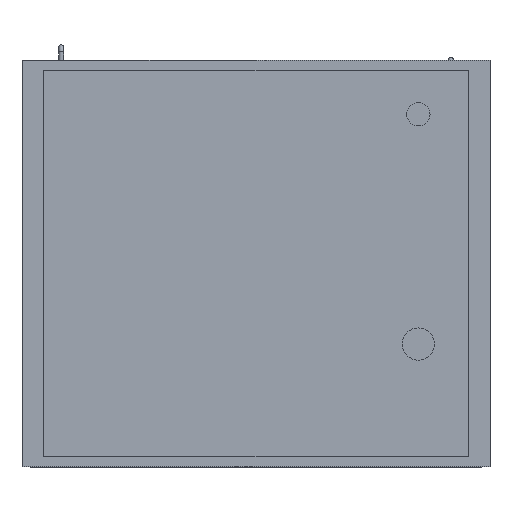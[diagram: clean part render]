
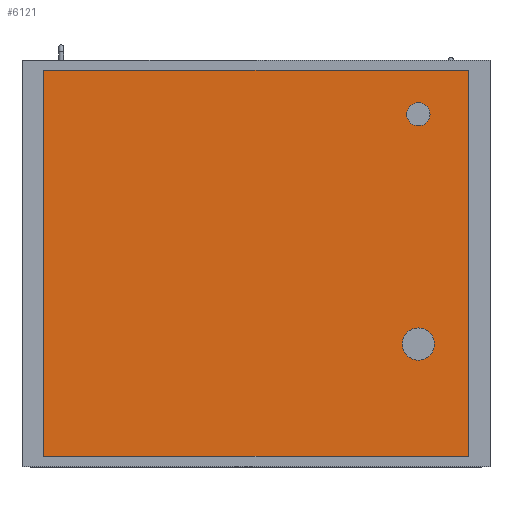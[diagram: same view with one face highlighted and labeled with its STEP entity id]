
A CAD part, front view. The second image highlights one B-rep face of the part: STEP entity #6121.
In plain terms, the highlighted planar face has unit normal (0, -1, 0).
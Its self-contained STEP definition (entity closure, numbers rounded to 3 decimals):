
#96=FACE_BOUND('',#802,.T.);
#97=FACE_BOUND('',#803,.T.);
#117=PLANE('',#6559);
#428=FACE_OUTER_BOUND('',#801,.T.);
#801=EDGE_LOOP('',(#4336,#4337,#4338,#4339));
#802=EDGE_LOOP('',(#4340,#4341));
#803=EDGE_LOOP('',(#4342,#4343));
#1182=LINE('',#8884,#1922);
#1186=LINE('',#8892,#1926);
#1189=LINE('',#8898,#1929);
#1192=LINE('',#8903,#1932);
#1922=VECTOR('',#7107,10.);
#1926=VECTOR('',#7113,10.);
#1929=VECTOR('',#7118,10.);
#1932=VECTOR('',#7123,10.);
#2650=CIRCLE('',#6540,20.);
#2651=CIRCLE('',#6541,20.);
#2654=CIRCLE('',#6546,27.5);
#2655=CIRCLE('',#6547,27.5);
#2796=VERTEX_POINT('',#8839);
#2797=VERTEX_POINT('',#8841);
#2800=VERTEX_POINT('',#8850);
#2801=VERTEX_POINT('',#8852);
#2810=VERTEX_POINT('',#8882);
#2811=VERTEX_POINT('',#8883);
#2814=VERTEX_POINT('',#8891);
#2816=VERTEX_POINT('',#8897);
#3393=EDGE_CURVE('',#2797,#2796,#2650,.T.);
#3394=EDGE_CURVE('',#2796,#2797,#2651,.T.);
#3398=EDGE_CURVE('',#2801,#2800,#2654,.T.);
#3399=EDGE_CURVE('',#2800,#2801,#2655,.T.);
#3412=EDGE_CURVE('',#2810,#2811,#1182,.T.);
#3416=EDGE_CURVE('',#2814,#2810,#1186,.T.);
#3419=EDGE_CURVE('',#2816,#2814,#1189,.T.);
#3422=EDGE_CURVE('',#2811,#2816,#1192,.T.);
#4336=ORIENTED_EDGE('',*,*,#3422,.F.);
#4337=ORIENTED_EDGE('',*,*,#3412,.F.);
#4338=ORIENTED_EDGE('',*,*,#3416,.F.);
#4339=ORIENTED_EDGE('',*,*,#3419,.F.);
#4340=ORIENTED_EDGE('',*,*,#3393,.T.);
#4341=ORIENTED_EDGE('',*,*,#3394,.T.);
#4342=ORIENTED_EDGE('',*,*,#3398,.T.);
#4343=ORIENTED_EDGE('',*,*,#3399,.T.);
#6121=ADVANCED_FACE('',(#428,#96,#97),#117,.F.);
#6540=AXIS2_PLACEMENT_3D('',#8842,#7064,#7065);
#6541=AXIS2_PLACEMENT_3D('',#8843,#7066,#7067);
#6546=AXIS2_PLACEMENT_3D('',#8853,#7077,#7078);
#6547=AXIS2_PLACEMENT_3D('',#8854,#7079,#7080);
#6559=AXIS2_PLACEMENT_3D('',#8906,#7127,#7128);
#7064=DIRECTION('center_axis',(0.,1.,0.));
#7065=DIRECTION('ref_axis',(1.,0.,0.));
#7066=DIRECTION('center_axis',(0.,1.,0.));
#7067=DIRECTION('ref_axis',(1.,0.,0.));
#7077=DIRECTION('center_axis',(0.,1.,0.));
#7078=DIRECTION('ref_axis',(1.,0.,0.));
#7079=DIRECTION('center_axis',(0.,1.,0.));
#7080=DIRECTION('ref_axis',(1.,0.,0.));
#7107=DIRECTION('',(0.,0.,1.));
#7113=DIRECTION('',(-1.,0.,0.));
#7118=DIRECTION('',(0.,0.,-1.));
#7123=DIRECTION('',(1.,0.,0.));
#7127=DIRECTION('center_axis',(0.,1.,0.));
#7128=DIRECTION('ref_axis',(0.,0.,1.));
#8839=CARTESIAN_POINT('',(257.5,0.,255.));
#8841=CARTESIAN_POINT('',(297.5,0.,255.));
#8842=CARTESIAN_POINT('Origin',(277.5,0.,255.));
#8843=CARTESIAN_POINT('Origin',(277.5,0.,255.));
#8850=CARTESIAN_POINT('',(250.,0.,-138.));
#8852=CARTESIAN_POINT('',(305.,0.,-138.));
#8853=CARTESIAN_POINT('Origin',(277.5,0.,-138.));
#8854=CARTESIAN_POINT('Origin',(277.5,0.,-138.));
#8882=CARTESIAN_POINT('',(-362.5,0.,-330.));
#8883=CARTESIAN_POINT('',(-362.5,0.,330.));
#8884=CARTESIAN_POINT('',(-362.5,0.,-330.));
#8891=CARTESIAN_POINT('',(362.5,0.,-330.));
#8892=CARTESIAN_POINT('',(362.5,0.,-330.));
#8897=CARTESIAN_POINT('',(362.5,0.,330.));
#8898=CARTESIAN_POINT('',(362.5,0.,330.));
#8903=CARTESIAN_POINT('',(-362.5,0.,330.));
#8906=CARTESIAN_POINT('Origin',(0.,0.,0.));
